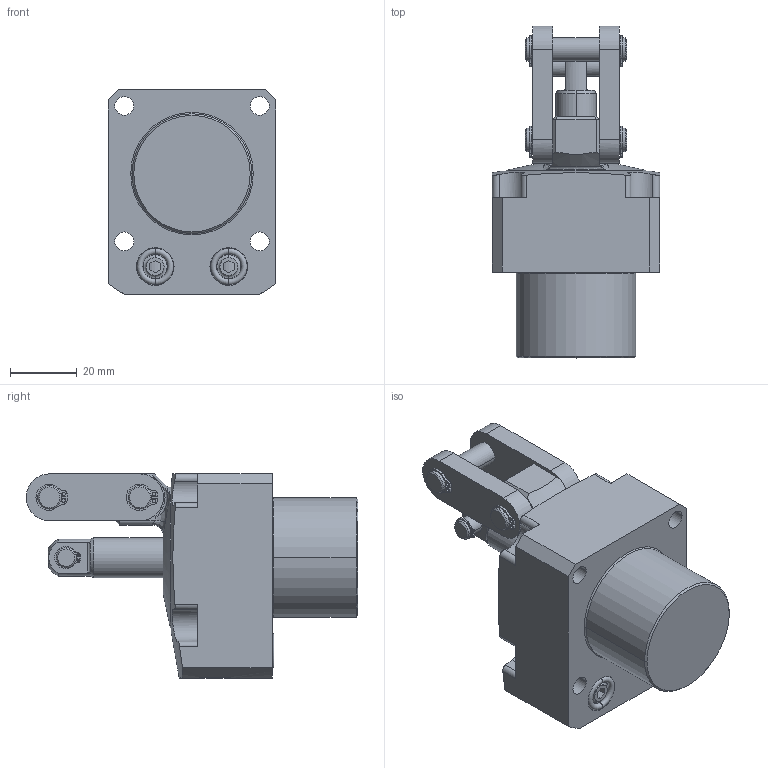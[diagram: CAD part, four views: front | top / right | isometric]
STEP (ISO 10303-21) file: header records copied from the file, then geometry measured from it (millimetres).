
FILE_DESCRIPTION((''),'2;1');
FILE_NAME('ILC16321500','2023-03-14T10:22:25',('rkuestersteffen'),(''),'CREO PARAMETRIC BY PTC INC, 2021164','CREO PARAMETRIC BY PTC INC, 2021164','');
FILE_SCHEMA(('AUTOMOTIVE_DESIGN { 1 0 10303 214 1 1 1 1 }'));
Length unit declared in the file: inch
Products named in the file (3): ILC16321500_BODY; ILC16321500_LUG; ILC16321500
Assembly tree (2 placements, depth 2):
  ILC16321500
    ILC16321500_BODY
    ILC16321500_LUG
Bounding box: 50.01 x 99.1 x 61 mm (x, y, z)
Volume: 123448.5 mm3; surface area: 30236.4 mm2
Topology: 2 solids, 8 shells, 382 faces, 968 edges, 624 vertices
Faces by surface type: cylinder 173, plane 132, cone 39, torus 26, sphere 6, bspline 6
Entity records: 16036 total; most frequent: CARTESIAN_POINT 2926, DIRECTION 2218, ORIENTED_EDGE 1920, PRESENTATION_STYLE_ASSIGNMENT 1013, STYLED_ITEM 1013, CURVE_STYLE 1007, EDGE_CURVE 968, AXIS2_PLACEMENT_3D 884
